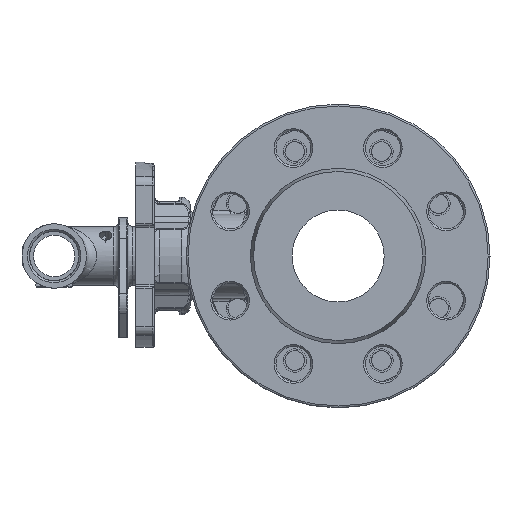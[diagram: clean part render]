
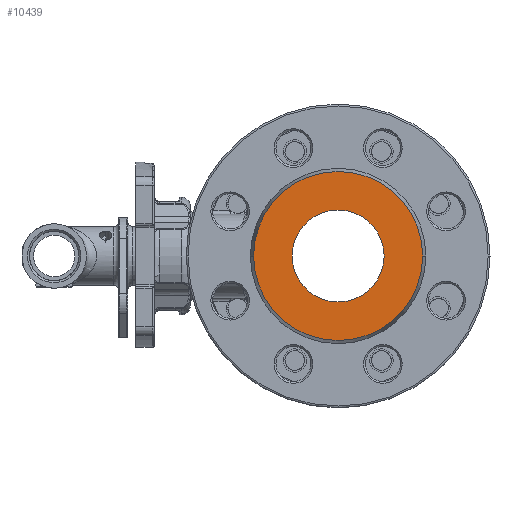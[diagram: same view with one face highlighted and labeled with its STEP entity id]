
A CAD part, left-side view. The second image highlights one B-rep face of the part: STEP entity #10439.
In plain terms, the highlighted planar face has unit normal (-1, 0, 0).
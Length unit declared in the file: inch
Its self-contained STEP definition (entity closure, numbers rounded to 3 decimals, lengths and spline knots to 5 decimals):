
#621 = EDGE_CURVE ( 'NONE', #3859, #45758, #26719, .T. ) ;
#955 = CARTESIAN_POINT ( 'NONE',  ( -5.35433, 0., 0. ) ) ;
#1436 = DIRECTION ( 'NONE',  ( -1., 0., 0. ) ) ;
#3293 = AXIS2_PLACEMENT_3D ( 'NONE', #955, #19297, #8810 ) ;
#3310 = VERTEX_POINT ( 'NONE', #29501 ) ;
#3859 = VERTEX_POINT ( 'NONE', #16836 ) ;
#4465 = ORIENTED_EDGE ( 'NONE', *, *, #621, .F. ) ;
#4768 = DIRECTION ( 'NONE',  ( 0., -1., 0. ) ) ;
#7183 = ORIENTED_EDGE ( 'NONE', *, *, #22949, .F. ) ;
#8810 = DIRECTION ( 'NONE',  ( 0., -1., 0. ) ) ;
#9785 = ORIENTED_EDGE ( 'NONE', *, *, #44379, .T. ) ;
#10439 = ADVANCED_FACE ( 'NONE', ( #11495, #21525 ), #36457, .F. ) ;
#11495 = FACE_OUTER_BOUND ( 'NONE', #36711, .T. ) ;
#11689 = DIRECTION ( 'NONE',  ( 0., -1., 0. ) ) ;
#16138 = CIRCLE ( 'NONE', #22970, 1.80906 ) ;
#16836 = CARTESIAN_POINT ( 'NONE',  ( -5.35433, -0.98425, 0. ) ) ;
#17187 = CARTESIAN_POINT ( 'NONE',  ( -5.35433, 0., 0. ) ) ;
#18409 = DIRECTION ( 'NONE',  ( 0., 1., 0. ) ) ;
#18709 = AXIS2_PLACEMENT_3D ( 'NONE', #46906, #39951, #18409 ) ;
#19297 = DIRECTION ( 'NONE',  ( -1., 0., 0. ) ) ;
#19801 = EDGE_LOOP ( 'NONE', ( #4465, #7183 ) ) ;
#21525 = FACE_BOUND ( 'NONE', #19801, .T. ) ;
#22949 = EDGE_CURVE ( 'NONE', #45758, #3859, #32120, .T. ) ;
#22970 = AXIS2_PLACEMENT_3D ( 'NONE', #27112, #1436, #11689 ) ;
#24746 = AXIS2_PLACEMENT_3D ( 'NONE', #17187, #35471, #39036 ) ;
#26719 = CIRCLE ( 'NONE', #35778, 0.98425 ) ;
#27112 = CARTESIAN_POINT ( 'NONE',  ( -5.35433, 0., 0. ) ) ;
#29084 = EDGE_CURVE ( 'NONE', #35055, #3310, #16138, .T. ) ;
#29501 = CARTESIAN_POINT ( 'NONE',  ( -5.35433, 1.80906, 0. ) ) ;
#31296 = CARTESIAN_POINT ( 'NONE',  ( -5.35433, -1.80906, 0. ) ) ;
#32120 = CIRCLE ( 'NONE', #3293, 0.98425 ) ;
#35055 = VERTEX_POINT ( 'NONE', #31296 ) ;
#35464 = CARTESIAN_POINT ( 'NONE',  ( -5.35433, 0.98425, 0. ) ) ;
#35471 = DIRECTION ( 'NONE',  ( -1., 0., 0. ) ) ;
#35778 = AXIS2_PLACEMENT_3D ( 'NONE', #40834, #37319, #4768 ) ;
#36457 = PLANE ( 'NONE',  #18709 ) ;
#36711 = EDGE_LOOP ( 'NONE', ( #9785, #39153 ) ) ;
#37319 = DIRECTION ( 'NONE',  ( -1., 0., 0. ) ) ;
#39036 = DIRECTION ( 'NONE',  ( 0., -1., 0. ) ) ;
#39111 = CIRCLE ( 'NONE', #24746, 1.80906 ) ;
#39153 = ORIENTED_EDGE ( 'NONE', *, *, #29084, .T. ) ;
#39951 = DIRECTION ( 'NONE',  ( 1., 0., 0. ) ) ;
#40834 = CARTESIAN_POINT ( 'NONE',  ( -5.35433, 0., 0. ) ) ;
#44379 = EDGE_CURVE ( 'NONE', #3310, #35055, #39111, .T. ) ;
#45758 = VERTEX_POINT ( 'NONE', #35464 ) ;
#46906 = CARTESIAN_POINT ( 'NONE',  ( -5.35433, 0., 0. ) ) ;
